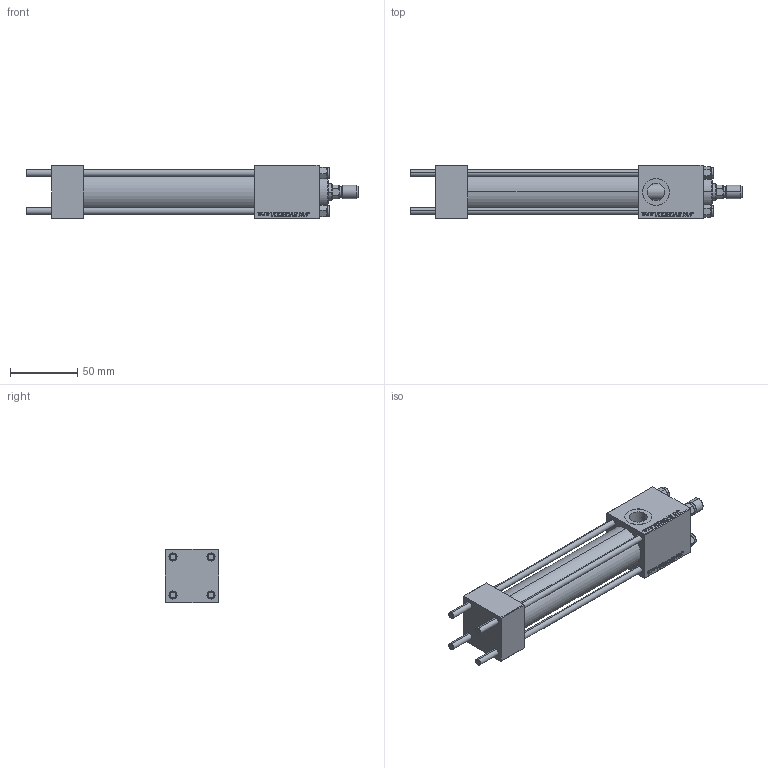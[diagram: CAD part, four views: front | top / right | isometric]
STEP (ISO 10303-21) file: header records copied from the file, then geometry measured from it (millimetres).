
FILE_DESCRIPTION (( 'STEP AP203' ), '1' );
FILE_NAME ('5ab0.STEP', '2022-04-14T12:21:58', ( '' ), ( '' ), 'SwSTEP 2.0', 'SolidWorks 2019', '' );
FILE_SCHEMA (( 'CONFIG_CONTROL_DESIGN' ));
Length unit declared in the file: millimetre
Products named in the file (7): V215_VC_A f906c4fcbc9e3b238b1c4e97b73a746c; V215CR_BODY_A f906c4fcbc9e3b238b1c4e97b73a746c; ROD_END_AH f906c4fcbc9e3b238b1c4e97b73a746c; CR025_012_A_0_G_A_G_M_020_+#_##_TYCINKA f906c4fcbc9e3b238b1c4e97b73a746c; 5ab0; V215CR_VCP f906c4fcbc9e3b238b1c4e97b73a746c; NUT_M5 f906c4fcbc9e3b238b1c4e97b73a746c
Assembly tree (12 placements, depth 2):
  5ab0
    V215CR_BODY_A f906c4fcbc9e3b238b1c4e97b73a746c
    CR025_012_A_0_G_A_G_M_020_+#_##_TYCINKA f906c4fcbc9e3b238b1c4e97b73a746c  x4
    NUT_M5 f906c4fcbc9e3b238b1c4e97b73a746c  x4
    V215CR_VCP f906c4fcbc9e3b238b1c4e97b73a746c
    V215_VC_A f906c4fcbc9e3b238b1c4e97b73a746c
    ROD_END_AH f906c4fcbc9e3b238b1c4e97b73a746c
Bounding box: 247 x 40 x 40 mm (x, y, z)
Volume: 182168 mm3; surface area: 81678.3 mm2
Topology: 12 solids, 12 shells, 1152 faces, 2884 edges, 1865 vertices
Faces by surface type: plane 523, bspline 392, cone 140, cylinder 87, torus 10
Entity records: 50417 total; most frequent: CARTESIAN_POINT 27109, ORIENTED_EDGE 5260, DIRECTION 3328, EDGE_CURVE 2630, VERTEX_POINT 1721, VECTOR 1592, LINE 1592, EDGE_LOOP 1161
